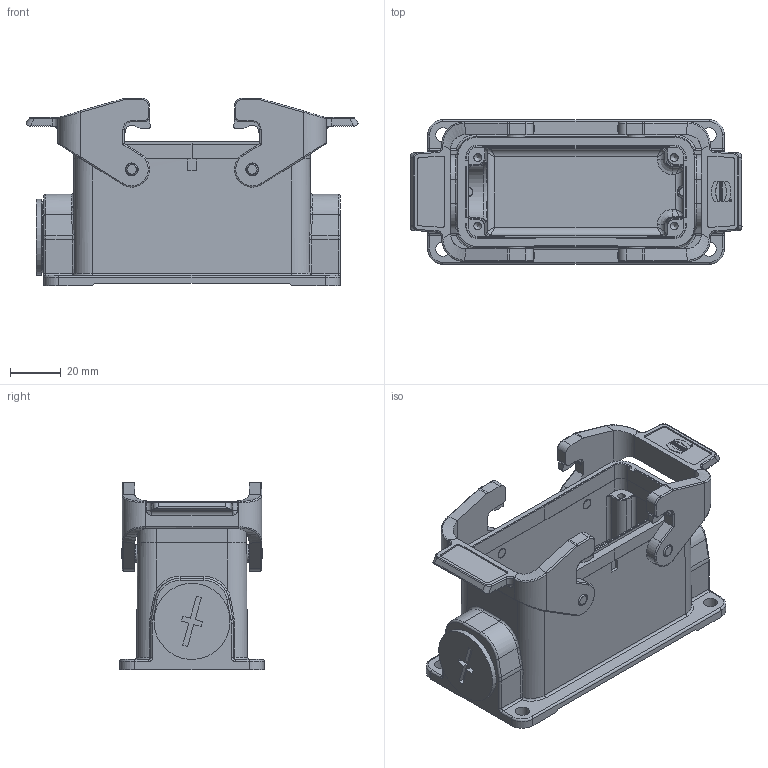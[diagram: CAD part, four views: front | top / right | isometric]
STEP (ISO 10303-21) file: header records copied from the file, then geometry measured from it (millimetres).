
FILE_DESCRIPTION((''),'2;1');
FILE_NAME('05628161270.stp','2020-07-17T10:30:19',('e.eickhoff'),(''),'Autodesk Inventor 2012','Autodesk Inventor 2012','');
FILE_SCHEMA(('AUTOMOTIVE_DESIGN { 1 0 10303 214 1 1 1 1 }'));
Length unit declared in the file: millimetre
Products named in the file (3): 05628161270; KBRM25
Assembly tree (2 placements, depth 2):
  05628161270
    05628161270
    KBRM25
Bounding box: 130.9 x 57 x 73.8 mm (x, y, z)
Volume: 116841.8 mm3; surface area: 58302.7 mm2
Topology: 4 solids, 4 shells, 812 faces, 2098 edges, 1312 vertices
Faces by surface type: plane 375, cylinder 261, bspline 83, torus 52, cone 37, sphere 4
Full cylindrical faces by diameter (mm): 3 x4, 4 x4, 4.8 x4, 5.1 x4, 5.6 x4, 7 x4, 21 x2, 25 x2, 25.5 x1, 28 x1, 30 x1
Entity records: 28154 total; most frequent: CARTESIAN_POINT 7924, ORIENTED_EDGE 4040, DIRECTION 3963, EDGE_CURVE 2020, AXIS2_PLACEMENT_3D 1390, VERTEX_POINT 1290, VECTOR 1183, LINE 1183
